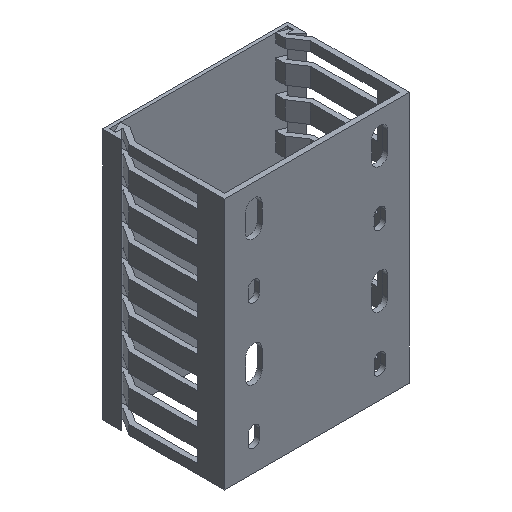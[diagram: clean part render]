
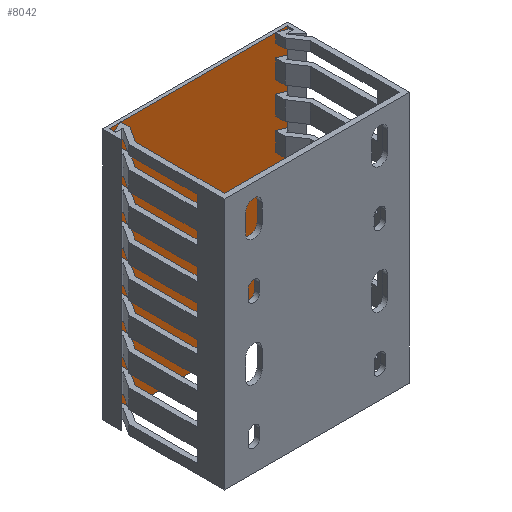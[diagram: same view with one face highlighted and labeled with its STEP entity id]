
A CAD part, isometric view. The second image highlights one B-rep face of the part: STEP entity #8042.
In plain terms, the highlighted planar face has unit normal (0, -1, 0).
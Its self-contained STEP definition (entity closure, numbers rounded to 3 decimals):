
#7810=DIRECTION('',(1.,0.,0.));
#7811=VECTOR('',#7810,70.7);
#7812=CARTESIAN_POINT('',(-35.35,-1.2,50.));
#7813=LINE('',#7812,#7811);
#7814=DIRECTION('',(-1.,0.,0.));
#7815=VECTOR('',#7814,70.7);
#7816=CARTESIAN_POINT('',(35.35,-1.2,-50.));
#7817=LINE('',#7816,#7815);
#7818=DIRECTION('',(0.,0.,1.));
#7819=VECTOR('',#7818,100.);
#7820=CARTESIAN_POINT('',(-35.35,-1.2,-50.));
#7821=LINE('',#7820,#7819);
#7830=DIRECTION('',(0.,0.,1.));
#7831=VECTOR('',#7830,100.);
#7832=CARTESIAN_POINT('',(35.35,-1.2,-50.));
#7833=LINE('',#7832,#7831);
#7846=CARTESIAN_POINT('',(-35.35,-1.2,-50.));
#7847=CARTESIAN_POINT('',(-35.35,-1.2,50.));
#7848=VERTEX_POINT('',#7846);
#7849=VERTEX_POINT('',#7847);
#7850=CARTESIAN_POINT('',(35.35,-1.2,-50.));
#7851=CARTESIAN_POINT('',(35.35,-1.2,50.));
#7852=VERTEX_POINT('',#7850);
#7853=VERTEX_POINT('',#7851);
#8030=CARTESIAN_POINT('',(-35.05,-1.2,-50.));
#8031=DIRECTION('',(0.,-1.,0.));
#8032=DIRECTION('',(1.,0.,0.));
#8033=AXIS2_PLACEMENT_3D('',#8030,#8031,#8032);
#8034=PLANE('',#8033);
#8035=ORIENTED_EDGE('',*,*,#7937,.T.);
#8037=ORIENTED_EDGE('',*,*,#8036,.F.);
#8038=ORIENTED_EDGE('',*,*,#7901,.T.);
#8039=ORIENTED_EDGE('',*,*,#8025,.T.);
#8040=EDGE_LOOP('',(#8035,#8037,#8038,#8039));
#8041=FACE_OUTER_BOUND('',#8040,.F.);
#7901=EDGE_CURVE('',#7852,#7848,#7817,.T.);
#7937=EDGE_CURVE('',#7849,#7853,#7813,.T.);
#8025=EDGE_CURVE('',#7848,#7849,#7821,.T.);
#8036=EDGE_CURVE('',#7852,#7853,#7833,.T.);
#8042=ADVANCED_FACE('',(#8041),#8034,.T.);
